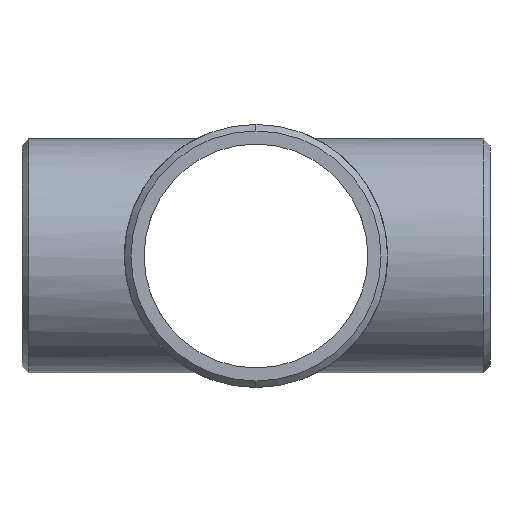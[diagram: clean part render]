
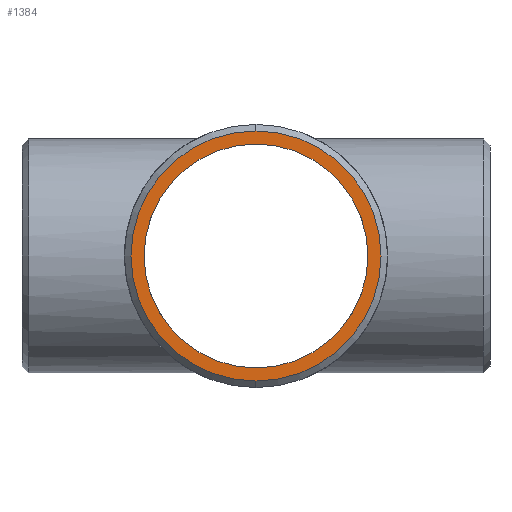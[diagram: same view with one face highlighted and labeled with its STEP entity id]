
A CAD part, left-side view. The second image highlights one B-rep face of the part: STEP entity #1384.
In plain terms, the highlighted planar face has unit normal (-1, 0, 0).
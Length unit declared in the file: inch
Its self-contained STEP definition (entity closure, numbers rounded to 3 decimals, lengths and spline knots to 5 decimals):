
#53 = CARTESIAN_POINT ( 'NONE',  ( -4.12, 0., -1.913 ) ) ;
#87 = CARTESIAN_POINT ( 'NONE',  ( -4.12, 0., -2.13767 ) ) ;
#120 = DIRECTION ( 'NONE',  ( 0., 0., -1. ) ) ;
#230 = AXIS2_PLACEMENT_3D ( 'NONE', #251, #1136, #476 ) ;
#251 = CARTESIAN_POINT ( 'NONE',  ( -4.12, 0., 0. ) ) ;
#283 = FACE_BOUND ( 'NONE', #723, .T. ) ;
#293 = EDGE_CURVE ( 'NONE', #738, #436, #661, .T. ) ;
#352 = CARTESIAN_POINT ( 'NONE',  ( -4.12, 0., 0. ) ) ;
#436 = VERTEX_POINT ( 'NONE', #87 ) ;
#476 = DIRECTION ( 'NONE',  ( 0., 0., 1. ) ) ;
#485 = AXIS2_PLACEMENT_3D ( 'NONE', #771, #1202, #1212 ) ;
#565 = EDGE_LOOP ( 'NONE', ( #1282, #1060 ) ) ;
#600 = AXIS2_PLACEMENT_3D ( 'NONE', #822, #715, #120 ) ;
#661 = CIRCLE ( 'NONE', #230, 2.13767 ) ;
#711 = CIRCLE ( 'NONE', #485, 1.913 ) ;
#715 = DIRECTION ( 'NONE',  ( -1., 0., 0. ) ) ;
#723 = EDGE_LOOP ( 'NONE', ( #1021, #970 ) ) ;
#738 = VERTEX_POINT ( 'NONE', #1237 ) ;
#747 = EDGE_CURVE ( 'NONE', #436, #738, #756, .T. ) ;
#756 = CIRCLE ( 'NONE', #1253, 2.13767 ) ;
#771 = CARTESIAN_POINT ( 'NONE',  ( -4.12, 0., 0. ) ) ;
#773 = VERTEX_POINT ( 'NONE', #53 ) ;
#779 = DIRECTION ( 'NONE',  ( 0., 0., 1. ) ) ;
#822 = CARTESIAN_POINT ( 'NONE',  ( -4.12, 0., 0. ) ) ;
#837 = VERTEX_POINT ( 'NONE', #1345 ) ;
#878 = CARTESIAN_POINT ( 'NONE',  ( -4.12, 0., 0. ) ) ;
#970 = ORIENTED_EDGE ( 'NONE', *, *, #1109, .T. ) ;
#1007 = DIRECTION ( 'NONE',  ( 0., 0., 1. ) ) ;
#1021 = ORIENTED_EDGE ( 'NONE', *, *, #1048, .T. ) ;
#1048 = EDGE_CURVE ( 'NONE', #837, #773, #1275, .T. ) ;
#1060 = ORIENTED_EDGE ( 'NONE', *, *, #293, .T. ) ;
#1109 = EDGE_CURVE ( 'NONE', #773, #837, #711, .T. ) ;
#1118 = DIRECTION ( 'NONE',  ( 1., 0., 0. ) ) ;
#1136 = DIRECTION ( 'NONE',  ( -1., 0., 0. ) ) ;
#1163 = AXIS2_PLACEMENT_3D ( 'NONE', #878, #1118, #779 ) ;
#1202 = DIRECTION ( 'NONE',  ( 1., 0., 0. ) ) ;
#1212 = DIRECTION ( 'NONE',  ( 0., 0., 1. ) ) ;
#1215 = DIRECTION ( 'NONE',  ( -1., 0., 0. ) ) ;
#1237 = CARTESIAN_POINT ( 'NONE',  ( -4.12, 0., 2.13767 ) ) ;
#1250 = FACE_OUTER_BOUND ( 'NONE', #565, .T. ) ;
#1253 = AXIS2_PLACEMENT_3D ( 'NONE', #352, #1215, #1007 ) ;
#1275 = CIRCLE ( 'NONE', #1163, 1.913 ) ;
#1282 = ORIENTED_EDGE ( 'NONE', *, *, #747, .T. ) ;
#1345 = CARTESIAN_POINT ( 'NONE',  ( -4.12, 0., 1.913 ) ) ;
#1355 = PLANE ( 'NONE',  #600 ) ;
#1384 = ADVANCED_FACE ( 'NONE', ( #1250, #283 ), #1355, .T. ) ;
